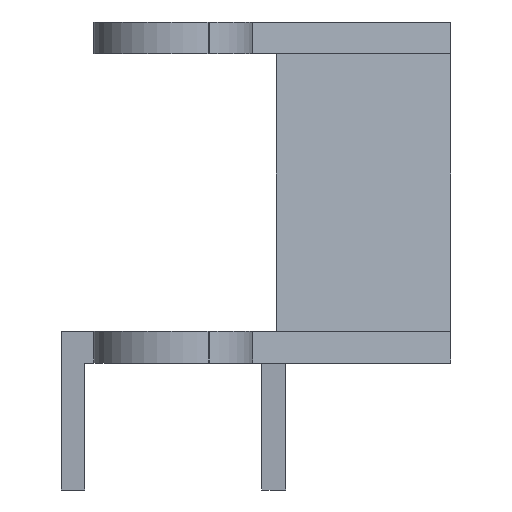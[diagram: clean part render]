
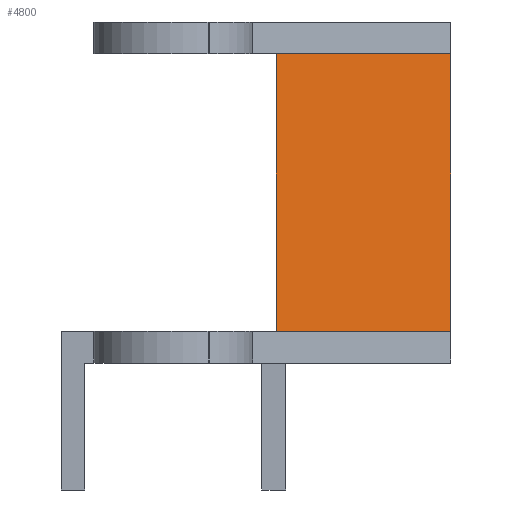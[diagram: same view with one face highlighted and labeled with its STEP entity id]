
A CAD part, left-side view. The second image highlights one B-rep face of the part: STEP entity #4800.
In plain terms, the highlighted planar face has unit normal (-0.819, -0.574, 0).
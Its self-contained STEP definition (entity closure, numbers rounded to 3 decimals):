
#236=PLANE('',#5101);
#420=FACE_OUTER_BOUND('',#687,.T.);
#687=EDGE_LOOP('',(#3916,#3917,#3918,#3919));
#1174=LINE('',#7281,#1705);
#1175=LINE('',#7284,#1706);
#1176=LINE('',#7286,#1707);
#1177=LINE('',#7287,#1708);
#1705=VECTOR('',#5940,10.);
#1706=VECTOR('',#5943,10.);
#1707=VECTOR('',#5944,10.);
#1708=VECTOR('',#5945,10.);
#2343=VERTEX_POINT('',#7277);
#2344=VERTEX_POINT('',#7279);
#2345=VERTEX_POINT('',#7283);
#2346=VERTEX_POINT('',#7285);
#2916=EDGE_CURVE('',#2343,#2344,#1174,.T.);
#2917=EDGE_CURVE('',#2343,#2345,#1175,.T.);
#2918=EDGE_CURVE('',#2346,#2344,#1176,.T.);
#2919=EDGE_CURVE('',#2345,#2346,#1177,.T.);
#3916=ORIENTED_EDGE('',*,*,#2917,.F.);
#3917=ORIENTED_EDGE('',*,*,#2916,.T.);
#3918=ORIENTED_EDGE('',*,*,#2918,.F.);
#3919=ORIENTED_EDGE('',*,*,#2919,.F.);
#4800=ADVANCED_FACE('',(#420),#236,.T.);
#5101=AXIS2_PLACEMENT_3D('',#7282,#5941,#5942);
#5940=DIRECTION('',(0.,0.,-1.));
#5941=DIRECTION('center_axis',(-0.819,-0.574,0.));
#5942=DIRECTION('ref_axis',(-0.574,0.819,0.));
#5943=DIRECTION('',(0.574,-0.819,0.));
#5944=DIRECTION('',(-0.574,0.819,0.));
#5945=DIRECTION('',(0.,0.,-1.));
#7277=CARTESIAN_POINT('',(14.626,-3.,0.));
#7279=CARTESIAN_POINT('',(14.626,-3.,-35.));
#7281=CARTESIAN_POINT('',(14.626,-3.,0.));
#7282=CARTESIAN_POINT('Origin',(30.03,-25.,0.));
#7283=CARTESIAN_POINT('',(30.03,-25.,0.));
#7284=CARTESIAN_POINT('',(12.525,0.,0.));
#7285=CARTESIAN_POINT('',(30.03,-25.,-35.));
#7286=CARTESIAN_POINT('',(12.525,0.,-35.));
#7287=CARTESIAN_POINT('',(30.03,-25.,0.));
